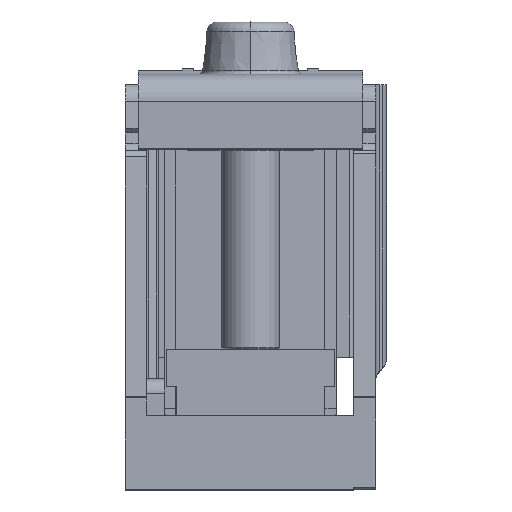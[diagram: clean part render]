
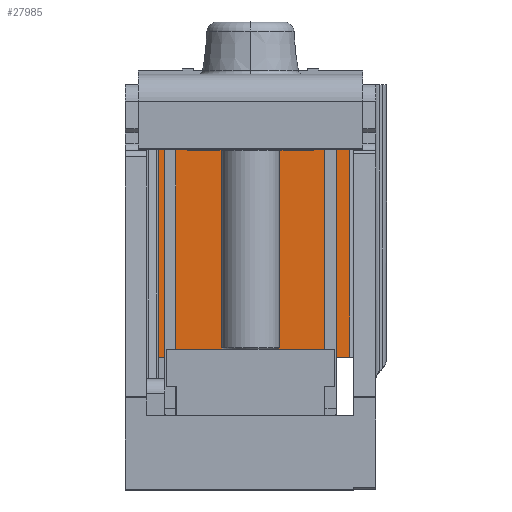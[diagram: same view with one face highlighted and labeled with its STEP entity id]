
A CAD part, top view. The second image highlights one B-rep face of the part: STEP entity #27985.
In plain terms, the highlighted planar face has unit normal (0, 0, 1).
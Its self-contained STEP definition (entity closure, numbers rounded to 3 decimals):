
#8811=DIRECTION('',(0.,-1.,0.));
#8812=VECTOR('',#8811,74.);
#8813=CARTESIAN_POINT('',(61.,110.,7.));
#8814=LINE('',#8813,#8812);
#8815=DIRECTION('',(-1.,0.,0.));
#8816=VECTOR('',#8815,52.1);
#8817=CARTESIAN_POINT('',(61.,36.,7.));
#8818=LINE('',#8817,#8816);
#8819=DIRECTION('',(0.,1.,0.));
#8820=VECTOR('',#8819,71.);
#8821=CARTESIAN_POINT('',(8.9,36.,7.));
#8822=LINE('',#8821,#8820);
#8823=DIRECTION('',(0.259,0.966,0.));
#8824=VECTOR('',#8823,3.106);
#8825=CARTESIAN_POINT('',(57.096,107.,7.));
#8826=LINE('',#8825,#8824);
#8827=DIRECTION('',(1.,0.,0.));
#8828=VECTOR('',#8827,3.1);
#8829=CARTESIAN_POINT('',(57.9,110.,7.));
#8830=LINE('',#8829,#8828);
#8839=DIRECTION('',(-1.,0.,0.));
#8840=VECTOR('',#8839,48.196);
#8841=CARTESIAN_POINT('',(57.096,107.,7.));
#8842=LINE('',#8841,#8840);
#9644=CARTESIAN_POINT('',(57.9,110.,7.));
#9645=CARTESIAN_POINT('',(61.,110.,7.));
#9646=VERTEX_POINT('',#9644);
#9647=VERTEX_POINT('',#9645);
#9768=CARTESIAN_POINT('',(8.9,36.,7.));
#9769=CARTESIAN_POINT('',(8.9,107.,7.));
#9770=VERTEX_POINT('',#9768);
#9771=VERTEX_POINT('',#9769);
#9786=CARTESIAN_POINT('',(61.,36.,7.));
#9787=VERTEX_POINT('',#9786);
#9788=CARTESIAN_POINT('',(57.096,107.,7.));
#9789=VERTEX_POINT('',#9788);
#27970=CARTESIAN_POINT('',(34.95,73.,7.));
#27971=DIRECTION('',(0.,0.,1.));
#27972=DIRECTION('',(0.,1.,0.));
#27973=AXIS2_PLACEMENT_3D('',#27970,#27971,#27972);
#27974=PLANE('',#27973);
#27976=ORIENTED_EDGE('',*,*,#27975,.T.);
#27977=ORIENTED_EDGE('',*,*,#27868,.T.);
#27978=ORIENTED_EDGE('',*,*,#27691,.T.);
#27980=ORIENTED_EDGE('',*,*,#27979,.F.);
#27981=ORIENTED_EDGE('',*,*,#27955,.T.);
#27982=ORIENTED_EDGE('',*,*,#12518,.T.);
#27983=EDGE_LOOP('',(#27976,#27977,#27978,#27980,#27981,#27982));
#27984=FACE_OUTER_BOUND('',#27983,.F.);
#12518=EDGE_CURVE('',#9646,#9647,#8830,.T.);
#27691=EDGE_CURVE('',#9770,#9771,#8822,.T.);
#27868=EDGE_CURVE('',#9787,#9770,#8818,.T.);
#27955=EDGE_CURVE('',#9789,#9646,#8826,.T.);
#27975=EDGE_CURVE('',#9647,#9787,#8814,.T.);
#27979=EDGE_CURVE('',#9789,#9771,#8842,.T.);
#27985=ADVANCED_FACE('',(#27984),#27974,.T.);
